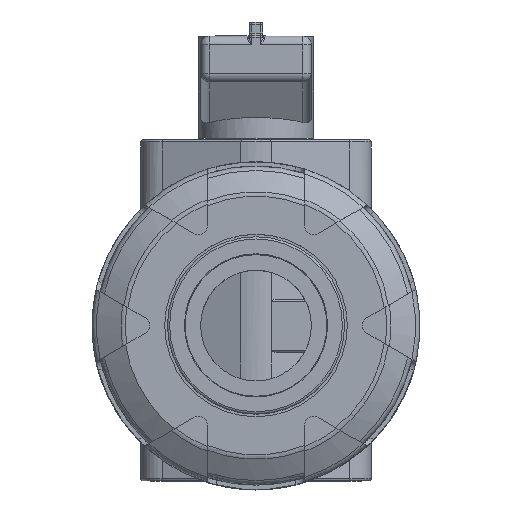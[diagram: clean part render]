
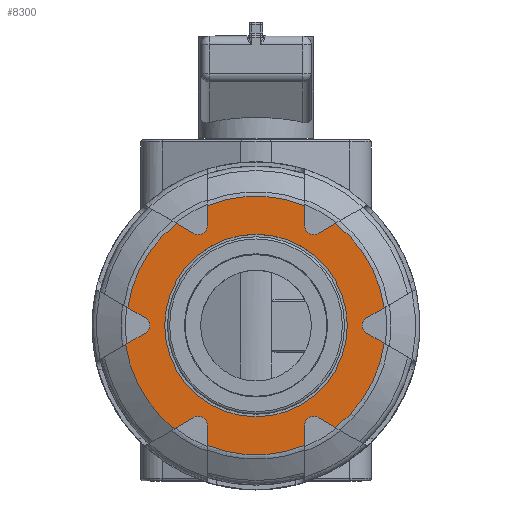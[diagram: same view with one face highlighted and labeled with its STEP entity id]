
A CAD part, top view. The second image highlights one B-rep face of the part: STEP entity #8300.
In plain terms, the highlighted planar face has unit normal (0, 0, 1).
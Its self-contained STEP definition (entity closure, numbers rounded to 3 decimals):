
#238=FACE_BOUND('',#1179,.T.);
#295=PLANE('',#9047);
#683=FACE_OUTER_BOUND('',#1178,.T.);
#1178=EDGE_LOOP('',(#6252,#6253,#6254,#6255,#6256,#6257,#6258,#6259,#6260,
#6261,#6262,#6263,#6264,#6265,#6266,#6267,#6268,#6269,#6270,#6271,#6272,
#6273,#6274,#6275));
#1179=EDGE_LOOP('',(#6276));
#1629=CIRCLE('',#8958,29.732);
#1637=CIRCLE('',#8970,2.);
#1639=CIRCLE('',#8973,2.);
#1640=CIRCLE('',#8975,2.);
#1641=CIRCLE('',#8977,2.);
#1643=CIRCLE('',#8981,2.);
#1645=CIRCLE('',#8985,2.);
#1650=CIRCLE('',#8997,29.196);
#1663=CIRCLE('',#9036,29.196);
#1664=CIRCLE('',#9038,29.196);
#1667=CIRCLE('',#9044,29.196);
#1669=CIRCLE('',#9048,29.196);
#1670=CIRCLE('',#9049,20.6);
#1969=LINE('',#15301,#2430);
#1975=LINE('',#15346,#2436);
#1981=LINE('',#15398,#2442);
#1985=LINE('',#15495,#2446);
#1991=LINE('',#15558,#2452);
#1995=LINE('',#15607,#2456);
#1998=LINE('',#15643,#2459);
#2000=LINE('',#15688,#2461);
#2004=LINE('',#15728,#2465);
#2006=LINE('',#15773,#2467);
#2008=LINE('',#15809,#2469);
#2009=LINE('',#15810,#2470);
#2430=VECTOR('',#10411,10.);
#2436=VECTOR('',#10425,10.);
#2442=VECTOR('',#10443,10.);
#2446=VECTOR('',#10467,10.);
#2452=VECTOR('',#10491,10.);
#2456=VECTOR('',#10511,10.);
#2459=VECTOR('',#10522,10.);
#2461=VECTOR('',#10530,10.);
#2465=VECTOR('',#10542,10.);
#2467=VECTOR('',#10550,10.);
#2469=VECTOR('',#10590,10.);
#2470=VECTOR('',#10591,10.);
#3435=VERTEX_POINT('',#15196);
#3436=VERTEX_POINT('',#15200);
#3451=VERTEX_POINT('',#15248);
#3452=VERTEX_POINT('',#15250);
#3455=VERTEX_POINT('',#15257);
#3456=VERTEX_POINT('',#15259);
#3457=VERTEX_POINT('',#15263);
#3458=VERTEX_POINT('',#15265);
#3459=VERTEX_POINT('',#15269);
#3460=VERTEX_POINT('',#15271);
#3466=VERTEX_POINT('',#15299);
#3469=VERTEX_POINT('',#15315);
#3475=VERTEX_POINT('',#15343);
#3476=VERTEX_POINT('',#15345);
#3479=VERTEX_POINT('',#15366);
#3485=VERTEX_POINT('',#15397);
#3491=VERTEX_POINT('',#15460);
#3492=VERTEX_POINT('',#15467);
#3495=VERTEX_POINT('',#15488);
#3507=VERTEX_POINT('',#15600);
#3511=VERTEX_POINT('',#15636);
#3517=VERTEX_POINT('',#15687);
#3521=VERTEX_POINT('',#15721);
#3527=VERTEX_POINT('',#15772);
#3529=VERTEX_POINT('',#15811);
#4387=EDGE_CURVE('',#3435,#3436,#1629,.F.);
#4403=EDGE_CURVE('',#3451,#3452,#1637,.F.);
#4407=EDGE_CURVE('',#3455,#3456,#1639,.F.);
#4410=EDGE_CURVE('',#3457,#3458,#1640,.F.);
#4413=EDGE_CURVE('',#3459,#3460,#1641,.F.);
#4421=EDGE_CURVE('',#3466,#3435,#1969,.T.);
#4426=EDGE_CURVE('',#3469,#3466,#1643,.F.);
#4433=EDGE_CURVE('',#3475,#3476,#1975,.T.);
#4439=EDGE_CURVE('',#3479,#3475,#1645,.F.);
#4447=EDGE_CURVE('',#3456,#3485,#1981,.T.);
#4460=EDGE_CURVE('',#3491,#3492,#1650,.T.);
#4466=EDGE_CURVE('',#3495,#3451,#1985,.T.);
#4481=EDGE_CURVE('',#3436,#3479,#1991,.T.);
#4493=EDGE_CURVE('',#3507,#3469,#1995,.T.);
#4501=EDGE_CURVE('',#3511,#3459,#1998,.T.);
#4510=EDGE_CURVE('',#3460,#3517,#2000,.T.);
#4519=EDGE_CURVE('',#3521,#3457,#2004,.T.);
#4528=EDGE_CURVE('',#3458,#3527,#2006,.T.);
#4534=EDGE_CURVE('',#3485,#3521,#1663,.T.);
#4535=EDGE_CURVE('',#3527,#3511,#1664,.T.);
#4538=EDGE_CURVE('',#3517,#3507,#1667,.T.);
#4540=EDGE_CURVE('',#3476,#3495,#1669,.T.);
#4541=EDGE_CURVE('',#3492,#3455,#2008,.T.);
#4542=EDGE_CURVE('',#3452,#3491,#2009,.T.);
#4543=EDGE_CURVE('',#3529,#3529,#1670,.T.);
#6252=ORIENTED_EDGE('',*,*,#4540,.F.);
#6253=ORIENTED_EDGE('',*,*,#4433,.F.);
#6254=ORIENTED_EDGE('',*,*,#4439,.F.);
#6255=ORIENTED_EDGE('',*,*,#4481,.F.);
#6256=ORIENTED_EDGE('',*,*,#4387,.F.);
#6257=ORIENTED_EDGE('',*,*,#4421,.F.);
#6258=ORIENTED_EDGE('',*,*,#4426,.F.);
#6259=ORIENTED_EDGE('',*,*,#4493,.F.);
#6260=ORIENTED_EDGE('',*,*,#4538,.F.);
#6261=ORIENTED_EDGE('',*,*,#4510,.F.);
#6262=ORIENTED_EDGE('',*,*,#4413,.F.);
#6263=ORIENTED_EDGE('',*,*,#4501,.F.);
#6264=ORIENTED_EDGE('',*,*,#4535,.F.);
#6265=ORIENTED_EDGE('',*,*,#4528,.F.);
#6266=ORIENTED_EDGE('',*,*,#4410,.F.);
#6267=ORIENTED_EDGE('',*,*,#4519,.F.);
#6268=ORIENTED_EDGE('',*,*,#4534,.F.);
#6269=ORIENTED_EDGE('',*,*,#4447,.F.);
#6270=ORIENTED_EDGE('',*,*,#4407,.F.);
#6271=ORIENTED_EDGE('',*,*,#4541,.F.);
#6272=ORIENTED_EDGE('',*,*,#4460,.F.);
#6273=ORIENTED_EDGE('',*,*,#4542,.F.);
#6274=ORIENTED_EDGE('',*,*,#4403,.F.);
#6275=ORIENTED_EDGE('',*,*,#4466,.F.);
#6276=ORIENTED_EDGE('',*,*,#4543,.T.);
#8300=ADVANCED_FACE('',(#683,#238),#295,.T.);
#8958=AXIS2_PLACEMENT_3D('',#15201,#10358,#10359);
#8970=AXIS2_PLACEMENT_3D('',#15251,#10383,#10384);
#8973=AXIS2_PLACEMENT_3D('',#15260,#10391,#10392);
#8975=AXIS2_PLACEMENT_3D('',#15266,#10397,#10398);
#8977=AXIS2_PLACEMENT_3D('',#15272,#10403,#10404);
#8981=AXIS2_PLACEMENT_3D('',#15317,#10418,#10419);
#8985=AXIS2_PLACEMENT_3D('',#15368,#10432,#10433);
#8997=AXIS2_PLACEMENT_3D('',#15468,#10461,#10462);
#9036=AXIS2_PLACEMENT_3D('',#15796,#10564,#10565);
#9038=AXIS2_PLACEMENT_3D('',#15798,#10568,#10569);
#9044=AXIS2_PLACEMENT_3D('',#15804,#10580,#10581);
#9047=AXIS2_PLACEMENT_3D('',#15807,#10586,#10587);
#9048=AXIS2_PLACEMENT_3D('',#15808,#10588,#10589);
#9049=AXIS2_PLACEMENT_3D('',#15812,#10592,#10593);
#10358=DIRECTION('center_axis',(0.,0.,1.));
#10359=DIRECTION('ref_axis',(0.5,-0.866,0.));
#10383=DIRECTION('center_axis',(0.,0.,-1.));
#10384=DIRECTION('ref_axis',(0.5,-0.866,0.));
#10391=DIRECTION('center_axis',(0.,0.,-1.));
#10392=DIRECTION('ref_axis',(-0.5,-0.866,0.));
#10397=DIRECTION('center_axis',(0.,0.,-1.));
#10398=DIRECTION('ref_axis',(-1.,0.,0.));
#10403=DIRECTION('center_axis',(0.,0.,-1.));
#10404=DIRECTION('ref_axis',(-0.5,0.866,0.));
#10411=DIRECTION('',(-0.866,-0.5,0.));
#10418=DIRECTION('center_axis',(0.,0.,-1.));
#10419=DIRECTION('ref_axis',(0.5,0.866,0.));
#10425=DIRECTION('',(-0.866,0.5,0.));
#10432=DIRECTION('center_axis',(0.,0.,-1.));
#10433=DIRECTION('ref_axis',(1.,0.,0.));
#10443=DIRECTION('',(0.866,0.5,0.));
#10461=DIRECTION('center_axis',(0.,0.,-1.));
#10462=DIRECTION('ref_axis',(0.,1.,0.));
#10467=DIRECTION('',(0.866,-0.5,0.));
#10491=DIRECTION('',(0.866,0.5,0.));
#10511=DIRECTION('',(0.,1.,0.));
#10522=DIRECTION('',(-0.866,0.5,0.));
#10530=DIRECTION('',(0.,-1.,0.));
#10542=DIRECTION('',(-0.866,-0.5,0.));
#10550=DIRECTION('',(0.866,-0.5,0.));
#10564=DIRECTION('center_axis',(0.,0.,-1.));
#10565=DIRECTION('ref_axis',(0.866,0.5,0.));
#10568=DIRECTION('center_axis',(0.,0.,-1.));
#10569=DIRECTION('ref_axis',(0.866,-0.5,0.));
#10580=DIRECTION('center_axis',(0.,0.,-1.));
#10581=DIRECTION('ref_axis',(0.,-1.,0.));
#10586=DIRECTION('center_axis',(0.,0.,1.));
#10587=DIRECTION('ref_axis',(1.,0.,0.));
#10588=DIRECTION('center_axis',(0.,0.,-1.));
#10589=DIRECTION('ref_axis',(-0.866,0.5,0.));
#10590=DIRECTION('',(0.,-1.,0.));
#10591=DIRECTION('',(0.,1.,0.));
#10592=DIRECTION('center_axis',(0.,0.,-1.));
#10593=DIRECTION('ref_axis',(1.,0.,0.));
#15196=CARTESIAN_POINT('',(-18.422,-23.337,46.));
#15200=CARTESIAN_POINT('',(-29.422,-4.285,46.));
#15201=CARTESIAN_POINT('Origin',(0.,0.,46.));
#15248=CARTESIAN_POINT('',(-14.,20.785,46.));
#15250=CARTESIAN_POINT('',(-11.,22.517,46.));
#15251=CARTESIAN_POINT('Origin',(-13.,22.517,46.));
#15257=CARTESIAN_POINT('',(11.,22.517,46.));
#15259=CARTESIAN_POINT('',(14.,20.785,46.));
#15260=CARTESIAN_POINT('Origin',(13.,22.517,46.));
#15263=CARTESIAN_POINT('',(25.,1.732,46.));
#15265=CARTESIAN_POINT('',(25.,-1.732,46.));
#15266=CARTESIAN_POINT('Origin',(26.,0.,
46.));
#15269=CARTESIAN_POINT('',(14.,-20.785,46.));
#15271=CARTESIAN_POINT('',(11.,-22.517,46.));
#15272=CARTESIAN_POINT('Origin',(13.,-22.517,46.));
#15299=CARTESIAN_POINT('',(-14.,-20.785,46.));
#15301=CARTESIAN_POINT('',(-117.596,-80.596,46.));
#15315=CARTESIAN_POINT('',(-11.,-22.517,46.));
#15317=CARTESIAN_POINT('Origin',(-13.,-22.517,46.));
#15343=CARTESIAN_POINT('',(-25.,1.732,46.));
#15345=CARTESIAN_POINT('',(-28.921,3.996,46.));
#15346=CARTESIAN_POINT('',(-128.596,61.543,46.));
#15366=CARTESIAN_POINT('',(-25.,-1.732,46.));
#15368=CARTESIAN_POINT('Origin',(-26.,0.,46.));
#15397=CARTESIAN_POINT('',(17.921,23.049,46.));
#15398=CARTESIAN_POINT('',(117.596,80.596,46.));
#15460=CARTESIAN_POINT('',(-11.,27.045,46.));
#15467=CARTESIAN_POINT('',(11.,27.045,46.));
#15468=CARTESIAN_POINT('Origin',(0.,0.,46.));
#15488=CARTESIAN_POINT('',(-17.921,23.049,46.));
#15495=CARTESIAN_POINT('',(-117.596,80.596,46.));
#15558=CARTESIAN_POINT('',(-128.596,-61.543,46.));
#15600=CARTESIAN_POINT('',(-11.,-27.045,46.));
#15607=CARTESIAN_POINT('',(-11.,-142.139,46.));
#15636=CARTESIAN_POINT('',(17.921,-23.049,46.));
#15643=CARTESIAN_POINT('',(117.596,-80.596,46.));
#15687=CARTESIAN_POINT('',(11.,-27.045,46.));
#15688=CARTESIAN_POINT('',(11.,-142.139,46.));
#15721=CARTESIAN_POINT('',(28.921,3.996,46.));
#15728=CARTESIAN_POINT('',(128.596,61.543,46.));
#15772=CARTESIAN_POINT('',(28.921,-3.996,46.));
#15773=CARTESIAN_POINT('',(128.596,-61.543,46.));
#15796=CARTESIAN_POINT('Origin',(0.,0.,46.));
#15798=CARTESIAN_POINT('Origin',(0.,0.,46.));
#15804=CARTESIAN_POINT('Origin',(0.,0.,46.));
#15807=CARTESIAN_POINT('Origin',(0.,0.,46.));
#15808=CARTESIAN_POINT('Origin',(0.,0.,46.));
#15809=CARTESIAN_POINT('',(11.,142.139,46.));
#15810=CARTESIAN_POINT('',(-11.,142.139,46.));
#15811=CARTESIAN_POINT('',(-20.6,0.,46.));
#15812=CARTESIAN_POINT('Origin',(0.,0.,46.));
